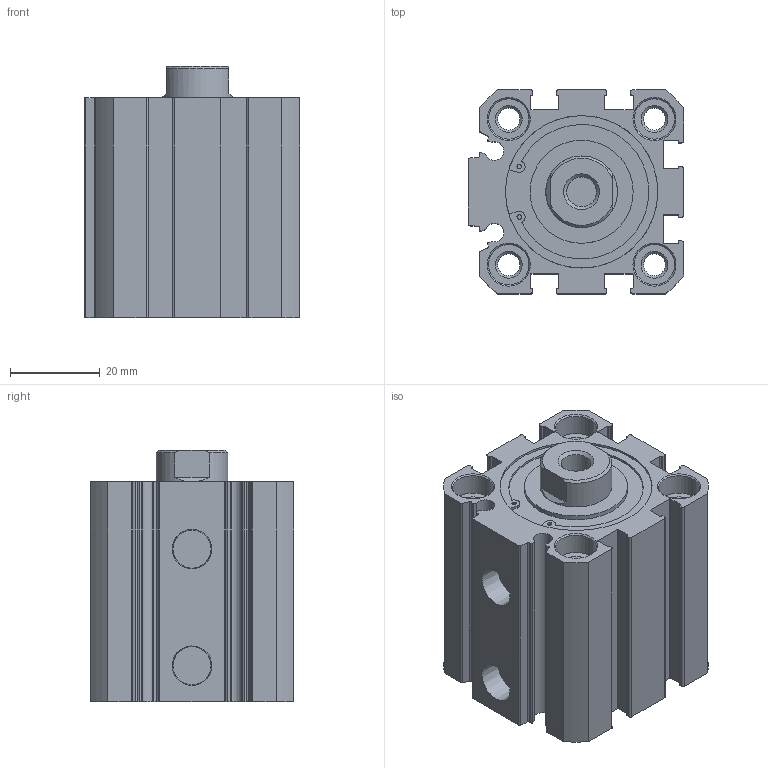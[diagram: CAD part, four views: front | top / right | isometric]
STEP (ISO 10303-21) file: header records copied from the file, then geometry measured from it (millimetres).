
FILE_DESCRIPTION( ( 'STEP AP203' ), '1' );
FILE_NAME( 'SF32X5()(00).stp', '2021-10-12T02:11:24', ( 'License CC BY-ND 4.0' ), ( 'CADENAS' ), ' ', 'PARTsolutions', ' ' );
FILE_SCHEMA( ( 'CONFIG_CONTROL_DESIGN' ) );
Length unit declared in the file: millimetre
Products named in the file (3): SF32X5()(00); _SF32X5()(_body) ; _SF32X5(rod-0)
Assembly tree (2 placements, depth 2):
  SF32X5()(00)
    _SF32X5()(_body) 
    _SF32X5(rod-0)
Bounding box: 48 x 45.5 x 56 mm (x, y, z)
Volume: 83069.9 mm3; surface area: 28778.9 mm2
Topology: 2 solids, 2 shells, 210 faces, 547 edges, 359 vertices
Faces by surface type: plane 95, cylinder 94, cone 21
Full cylindrical faces by diameter (mm): 1 x2, 4.917 x4, 6.647 x1, 9 x8, 16 x2, 23 x1, 32 x2, 34 x1
Entity records: 6400 total; most frequent: DIRECTION 1142, CARTESIAN_POINT 1087, ORIENTED_EDGE 1010, EDGE_CURVE 505, AXIS2_PLACEMENT_3D 428, VERTEX_POINT 357, LINE 286, VECTOR 286
